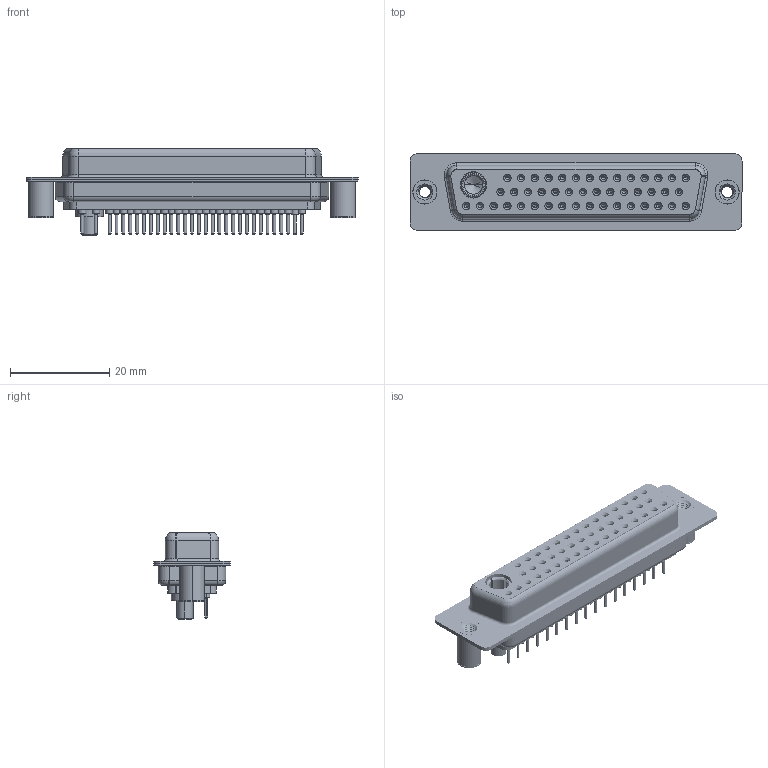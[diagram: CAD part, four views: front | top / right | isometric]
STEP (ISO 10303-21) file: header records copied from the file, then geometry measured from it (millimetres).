
FILE_DESCRIPTION (( 'STEP AP203' ), '1' );
FILE_NAME ('628-47W1624-3TB.STEP', '2019-06-27T02:09:25', ( '' ), ( '' ), 'SwSTEP 2.0', 'SolidWorks 2016', '' );
FILE_SCHEMA (( 'CONFIG_CONTROL_DESIGN' ));
Length unit declared in the file: millimetre
Products named in the file (9): 628Combo Contact Row 3_24; 628Combo Contact Row 1_24; 628Combo Housing_47W1; 628Combo Shell Rear_50 Contacts; 628Combo Contact Row 2_24; 628Combo Threaded Board Spacer_B; 628-47W1624-3TB; 628Combo Shell Front_50 Contacts; Power Socket_30A S
Assembly tree (52 placements, depth 2):
  628-47W1624-3TB
    628Combo Housing_47W1
    628Combo Shell Front_50 Contacts
    628Combo Shell Rear_50 Contacts
    628Combo Threaded Board Spacer_B  x2
    628Combo Contact Row 1_24  x15
    628Combo Contact Row 2_24  x14
    628Combo Contact Row 3_24  x17
    Power Socket_30A S
Bounding box: 67 x 15.4 x 17.55 mm (x, y, z)
Volume: 7218.9 mm3; surface area: 14948.6 mm2
Topology: 53 solids, 53 shells, 2913 faces, 6758 edges, 4144 vertices
Faces by surface type: cylinder 1058, plane 783, torus 709, cone 355, bspline 8
Entity records: 34743 total; most frequent: CARTESIAN_POINT 7592, DIRECTION 5810, ORIENTED_EDGE 4800, AXIS2_PLACEMENT_3D 2467, EDGE_CURVE 2400, VERTEX_POINT 1523, CIRCLE 1364, EDGE_LOOP 1317
